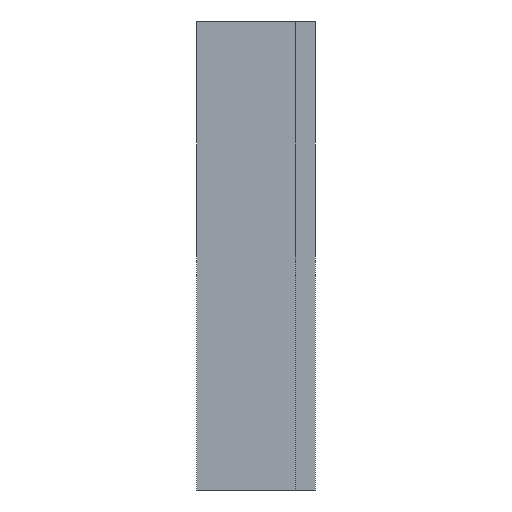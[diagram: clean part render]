
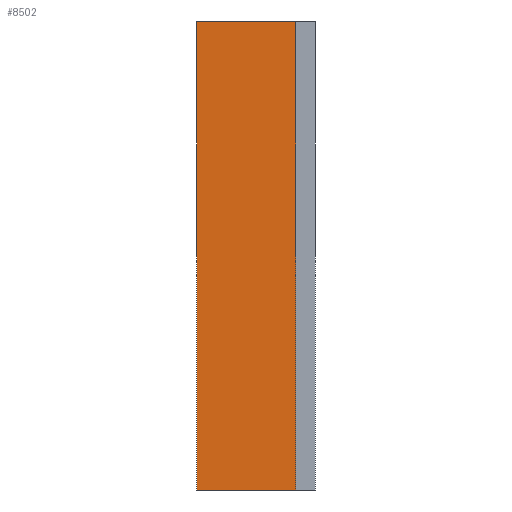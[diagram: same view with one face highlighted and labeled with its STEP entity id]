
A CAD part, front view. The second image highlights one B-rep face of the part: STEP entity #8502.
In plain terms, the highlighted planar face has unit normal (-0.004, -1, 0).
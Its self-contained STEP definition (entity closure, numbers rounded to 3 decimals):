
#261 = LINE ( 'NONE', #6521, #5906 ) ;
#928 = VECTOR ( 'NONE', #9054, 1000. ) ;
#1033 = DIRECTION ( 'NONE',  ( 1., -0.004, 0. ) ) ;
#1394 = EDGE_CURVE ( 'NONE', #2718, #4009, #1436, .T. ) ;
#1436 = LINE ( 'NONE', #4207, #928 ) ;
#1568 = FACE_OUTER_BOUND ( 'NONE', #8247, .T. ) ;
#1977 = AXIS2_PLACEMENT_3D ( 'NONE', #5329, #2179, #4552 ) ;
#2179 = DIRECTION ( 'NONE',  ( -0.004, -1., 0. ) ) ;
#2285 = CARTESIAN_POINT ( 'NONE',  ( 11.822, 10.538, 6. ) ) ;
#2718 = VERTEX_POINT ( 'NONE', #7910 ) ;
#3106 = EDGE_CURVE ( 'NONE', #6438, #2718, #7556, .T. ) ;
#3433 = ORIENTED_EDGE ( 'NONE', *, *, #3106, .T. ) ;
#3571 = ORIENTED_EDGE ( 'NONE', *, *, #1394, .T. ) ;
#4009 = VERTEX_POINT ( 'NONE', #4721 ) ;
#4207 = CARTESIAN_POINT ( 'NONE',  ( 13.095, 10.533, 0. ) ) ;
#4481 = ORIENTED_EDGE ( 'NONE', *, *, #4714, .F. ) ;
#4519 = CARTESIAN_POINT ( 'NONE',  ( 11.822, 10.538, 0. ) ) ;
#4552 = DIRECTION ( 'NONE',  ( -1., 0.004, 0. ) ) ;
#4714 = EDGE_CURVE ( 'NONE', #4961, #4009, #261, .T. ) ;
#4721 = CARTESIAN_POINT ( 'NONE',  ( 13.095, 10.533, 6. ) ) ;
#4961 = VERTEX_POINT ( 'NONE', #2285 ) ;
#5278 = DIRECTION ( 'NONE',  ( 1., -0.004, 0. ) ) ;
#5329 = CARTESIAN_POINT ( 'NONE',  ( 11.822, 10.538, 0. ) ) ;
#5688 = VECTOR ( 'NONE', #5278, 1000. ) ;
#5906 = VECTOR ( 'NONE', #1033, 1000. ) ;
#6438 = VERTEX_POINT ( 'NONE', #4519 ) ;
#6521 = CARTESIAN_POINT ( 'NONE',  ( 11.822, 10.538, 6. ) ) ;
#7556 = LINE ( 'NONE', #7681, #5688 ) ;
#7607 = EDGE_CURVE ( 'NONE', #6438, #4961, #10364, .T. ) ;
#7681 = CARTESIAN_POINT ( 'NONE',  ( 11.822, 10.538, 0. ) ) ;
#7910 = CARTESIAN_POINT ( 'NONE',  ( 13.095, 10.533, 0. ) ) ;
#8000 = VECTOR ( 'NONE', #8887, 1000. ) ;
#8247 = EDGE_LOOP ( 'NONE', ( #3433, #3571, #4481, #8711 ) ) ;
#8502 = ADVANCED_FACE ( 'NONE', ( #1568 ), #9402, .T. ) ;
#8711 = ORIENTED_EDGE ( 'NONE', *, *, #7607, .F. ) ;
#8887 = DIRECTION ( 'NONE',  ( 0., 0., 1. ) ) ;
#9022 = CARTESIAN_POINT ( 'NONE',  ( 11.822, 10.538, 0. ) ) ;
#9054 = DIRECTION ( 'NONE',  ( 0., 0., 1. ) ) ;
#9402 = PLANE ( 'NONE',  #1977 ) ;
#10364 = LINE ( 'NONE', #9022, #8000 ) ;
